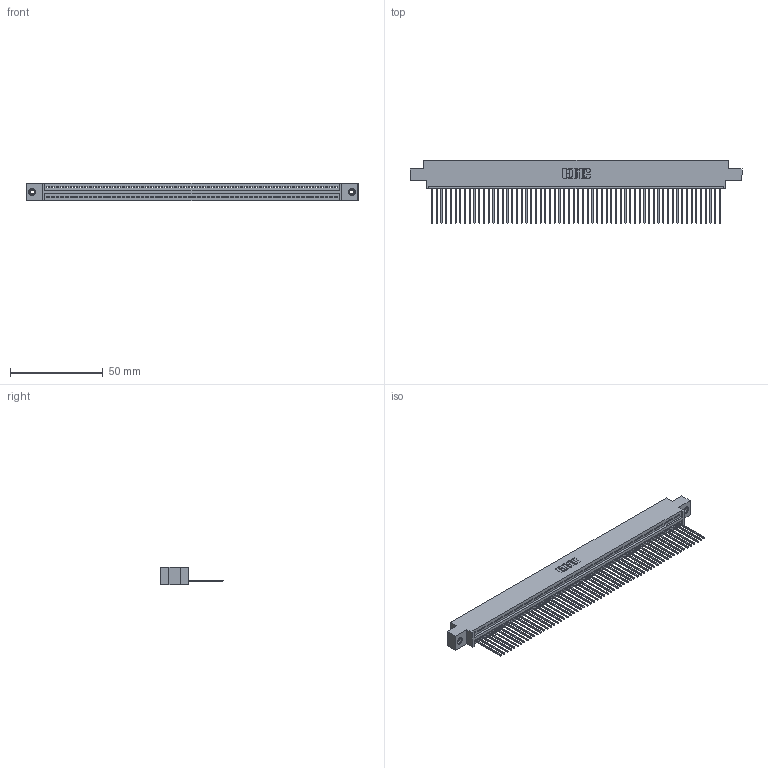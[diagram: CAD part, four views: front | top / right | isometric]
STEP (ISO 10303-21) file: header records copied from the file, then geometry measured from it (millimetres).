
FILE_DESCRIPTION (( 'STEP AP203' ), '1' );
FILE_NAME ('395-062-541-608.STEP', '2018-11-24T03:17:58', ( '' ), ( '' ), 'SwSTEP 2.0', 'SolidWorks 2016', '' );
FILE_SCHEMA (( 'CONFIG_CONTROL_DESIGN' ));
Length unit declared in the file: inch
Products named in the file (4): 345 Part_0.170 Offset - 0.156 Dia-TI; 345-292-001_345-293-141; 345-250-001_345-250-003-102; 395-062-541-608
Assembly tree (65 placements, depth 2):
  395-062-541-608
    345 Part_0.170 Offset - 0.156 Dia-TI
    345-292-001_345-293-141  x62
    345-250-001_345-250-003-102  x2
Bounding box: 178.69 x 33.96 x 9.4 mm (x, y, z)
Volume: 17220.6 mm3; surface area: 24505.9 mm2
Topology: 65 solids, 65 shells, 3786 faces, 11401 edges, 7510 vertices
Faces by surface type: plane 2596, cylinder 1174, cone 12, torus 4
Entity records: 45306 total; most frequent: CARTESIAN_POINT 7829, ORIENTED_EDGE 7818, DIRECTION 6835, EDGE_CURVE 3909, VECTOR 3509, LINE 3509, VERTEX_POINT 2600, AXIS2_PLACEMENT_3D 1663
